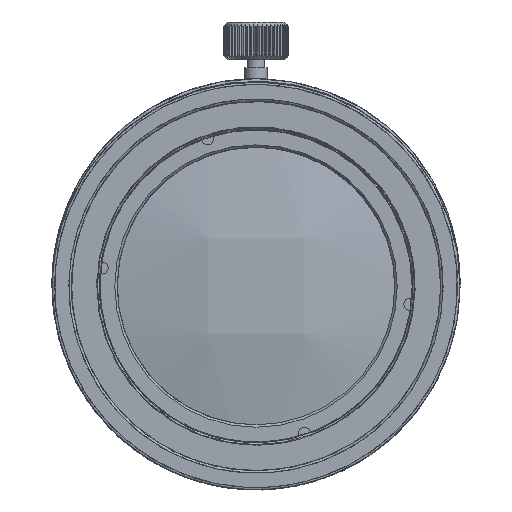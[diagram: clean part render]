
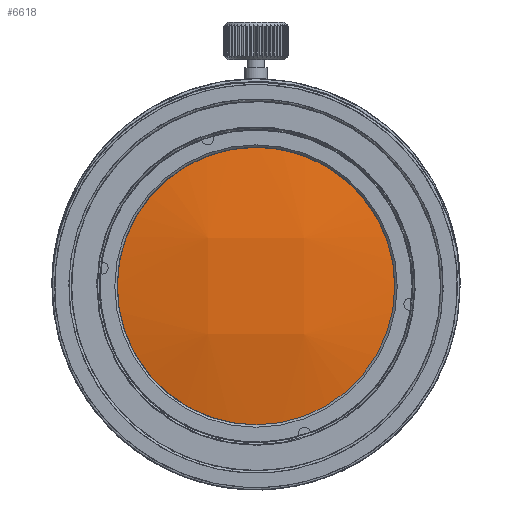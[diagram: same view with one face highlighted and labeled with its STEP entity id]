
A CAD part, left-side view. The second image highlights one B-rep face of the part: STEP entity #6618.
In plain terms, the highlighted free-form (B-spline) face has degree [3, 3] with [4, 4] control points.
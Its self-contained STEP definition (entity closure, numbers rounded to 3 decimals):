
#533 = DIRECTION ( 'NONE',  ( 1., 0., 0. ) ) ;
#1027 =( BOUNDED_SURFACE ( )  B_SPLINE_SURFACE ( 3, 3, ( 
 ( #75291, #69627, #8114, #14543 ),
 ( #63613, #51915, #1304, #8519 ),
 ( #57558, #32240, #20178, #2508 ),
 ( #69234, #7712, #57951, #14137 ) ),
 .UNSPECIFIED., .F., .F., .F. ) 
 B_SPLINE_SURFACE_WITH_KNOTS ( ( 4, 4 ),
 ( 4, 4 ),
 ( 0., 1. ),
 ( 0., 1. ),
 .UNSPECIFIED. ) 
 GEOMETRIC_REPRESENTATION_ITEM ( )  RATIONAL_B_SPLINE_SURFACE ( (
 ( 1., 0.983, 0.983, 1.),
 ( 0.983, 0.967, 0.967, 0.983),
 ( 0.983, 0.967, 0.967, 0.983),
 ( 1., 0.983, 0.983, 1.) ) ) 
 REPRESENTATION_ITEM ( '' )  SURFACE ( )  );
#1304 = CARTESIAN_POINT ( 'NONE',  ( -1.419, 6.067, -6.383 ) ) ;
#2508 = CARTESIAN_POINT ( 'NONE',  ( 1.308, 17.966, 5.693 ) ) ;
#6618 = ADVANCED_FACE ( 'NONE', ( #26190 ), #1027, .T. ) ;
#7712 = CARTESIAN_POINT ( 'NONE',  ( 1.314, -5.936, 17.463 ) ) ;
#8114 = CARTESIAN_POINT ( 'NONE',  ( 1.284, 5.865, -18.158 ) ) ;
#8519 = CARTESIAN_POINT ( 'NONE',  ( 1.3, 17.968, -6.383 ) ) ;
#14137 = CARTESIAN_POINT ( 'NONE',  ( 3.936, 17.366, 17.463 ) ) ;
#14543 = CARTESIAN_POINT ( 'NONE',  ( 3.913, 17.371, -18.158 ) ) ;
#17807 = CARTESIAN_POINT ( 'NONE',  ( 1.907, 0., -0.4 ) ) ;
#17869 = ORIENTED_EDGE ( 'NONE', *, *, #35523, .F. ) ;
#20178 = CARTESIAN_POINT ( 'NONE',  ( -1.411, 6.066, 5.693 ) ) ;
#26190 = FACE_OUTER_BOUND ( 'NONE', #44677, .T. ) ;
#32240 = CARTESIAN_POINT ( 'NONE',  ( -1.405, -6.141, 5.693 ) ) ;
#35523 = EDGE_CURVE ( 'NONE', #52898, #52898, #50179, .T. ) ;
#44677 = EDGE_LOOP ( 'NONE', ( #17869 ) ) ;
#49530 = DIRECTION ( 'NONE',  ( 0., 0., -1. ) ) ;
#50179 = CIRCLE ( 'NONE', #52792, 17.55 ) ;
#51708 = CARTESIAN_POINT ( 'NONE',  ( 1.907, 0., -17.95 ) ) ;
#51915 = CARTESIAN_POINT ( 'NONE',  ( -1.414, -6.142, -6.383 ) ) ;
#52792 = AXIS2_PLACEMENT_3D ( 'NONE', #17807, #533, #49530 ) ;
#52898 = VERTEX_POINT ( 'NONE', #51708 ) ;
#57558 = CARTESIAN_POINT ( 'NONE',  ( 1.324, -18.039, 5.693 ) ) ;
#57951 = CARTESIAN_POINT ( 'NONE',  ( 1.309, 5.863, 17.463 ) ) ;
#63613 = CARTESIAN_POINT ( 'NONE',  ( 1.316, -18.041, -6.383 ) ) ;
#69234 = CARTESIAN_POINT ( 'NONE',  ( 3.953, -17.436, 17.463 ) ) ;
#69627 = CARTESIAN_POINT ( 'NONE',  ( 1.29, -5.938, -18.158 ) ) ;
#75291 = CARTESIAN_POINT ( 'NONE',  ( 3.929, -17.441, -18.158 ) ) ;
